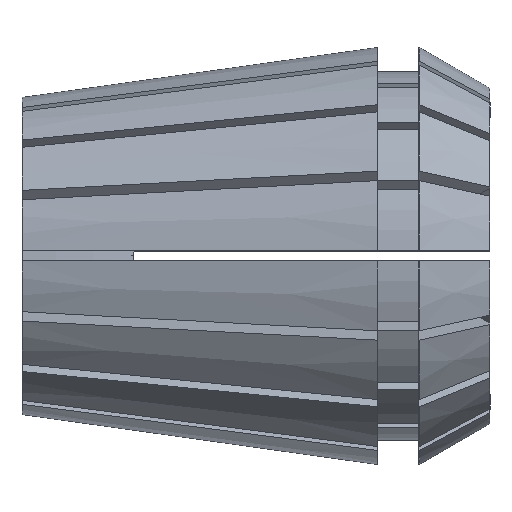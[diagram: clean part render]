
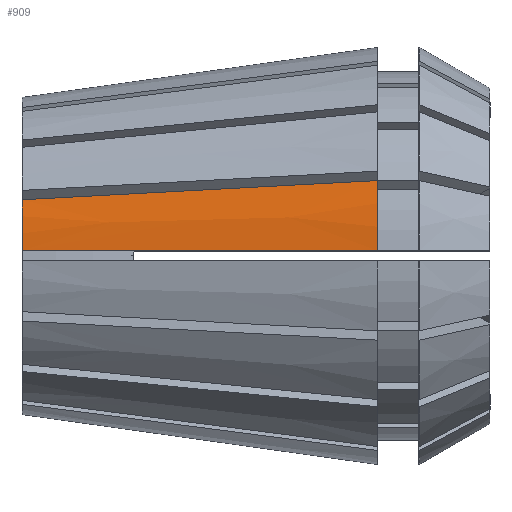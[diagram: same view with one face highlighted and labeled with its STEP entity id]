
A CAD part, top view. The second image highlights one B-rep face of the part: STEP entity #909.
In plain terms, the highlighted conical face has half-angle 8 degrees and reference radius 20.5 mm.
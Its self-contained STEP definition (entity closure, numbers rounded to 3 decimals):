
#49 = DIRECTION ( 'NONE',  ( 1., 0., 0. ) ) ;
#119 = ORIENTED_EDGE ( 'NONE', *, *, #1714, .T. ) ;
#251 = CARTESIAN_POINT ( 'NONE',  ( 34.9, 7.381, 19.126 ) ) ;
#295 = CARTESIAN_POINT ( 'NONE',  ( 34.9, 0.5, 20.494 ) ) ;
#501 = CONICAL_SURFACE ( 'NONE', #3069, 20.5, 0.14 ) ;
#647 = FACE_OUTER_BOUND ( 'NONE', #2683, .T. ) ;
#700 = VERTEX_POINT ( 'NONE', #5434 ) ;
#736 = CARTESIAN_POINT ( 'NONE',  ( 34.084, 0.5, 20.38 ) ) ;
#909 = ADVANCED_FACE ( 'NONE', ( #647 ), #501, .T. ) ;
#991 = AXIS2_PLACEMENT_3D ( 'NONE', #1649, #4807, #2099 ) ;
#1111 = VERTEX_POINT ( 'NONE', #1195 ) ;
#1134 = CARTESIAN_POINT ( 'NONE',  ( 11.633, 6.129, 16.104 ) ) ;
#1174 = CARTESIAN_POINT ( 'NONE',  ( 32.452, 0.5, 20.15 ) ) ;
#1195 = CARTESIAN_POINT ( 'NONE',  ( 34.9, 7.381, 19.126 ) ) ;
#1373 = EDGE_CURVE ( 'NONE', #1111, #2039, #2211, .T. ) ;
#1622 = CARTESIAN_POINT ( 'NONE',  ( 13.678, 0.5, 17.511 ) ) ;
#1649 = CARTESIAN_POINT ( 'NONE',  ( 34.9, 0., 0. ) ) ;
#1714 = EDGE_CURVE ( 'NONE', #3209, #1111, #1942, .T. ) ;
#1942 = CIRCLE ( 'NONE', #991, 20.5 ) ;
#2039 = VERTEX_POINT ( 'NONE', #5555 ) ;
#2069 = CARTESIAN_POINT ( 'NONE',  ( 2.86, 0.5, 15.99 ) ) ;
#2096 = CARTESIAN_POINT ( 'NONE',  ( 0., 0., 0. ) ) ;
#2099 = DIRECTION ( 'NONE',  ( 0., 0., 1. ) ) ;
#2211 = B_SPLINE_CURVE_WITH_KNOTS ( 'NONE', 3,
 ( #251, #2476, #1134, #4291 ),
 .UNSPECIFIED., .F., .F.,
 ( 4, 4 ),
 ( 0., 0.035 ),
 .UNSPECIFIED. ) ;
#2418 = CARTESIAN_POINT ( 'NONE',  ( 34.9, 0.5, 20.494 ) ) ;
#2476 = CARTESIAN_POINT ( 'NONE',  ( 23.267, 6.755, 17.615 ) ) ;
#2534 = CARTESIAN_POINT ( 'NONE',  ( 0., 0.5, 15.587 ) ) ;
#2559 = DIRECTION ( 'NONE',  ( 0., 0., 1. ) ) ;
#2683 = EDGE_LOOP ( 'NONE', ( #119, #5269, #3652, #5325 ) ) ;
#2711 = CARTESIAN_POINT ( 'NONE',  ( 34.9, 0., 0. ) ) ;
#3069 = AXIS2_PLACEMENT_3D ( 'NONE', #2711, #49, #3157 ) ;
#3157 = DIRECTION ( 'NONE',  ( 0., 0., -1. ) ) ;
#3209 = VERTEX_POINT ( 'NONE', #2418 ) ;
#3499 = AXIS2_PLACEMENT_3D ( 'NONE', #2096, #5255, #2559 ) ;
#3652 = ORIENTED_EDGE ( 'NONE', *, *, #4713, .F. ) ;
#3875 = CARTESIAN_POINT ( 'NONE',  ( 33.268, 0.5, 20.265 ) ) ;
#4291 = CARTESIAN_POINT ( 'NONE',  ( 0., 5.503, 14.592 ) ) ;
#4336 = CARTESIAN_POINT ( 'NONE',  ( 23.065, 0.5, 18.83 ) ) ;
#4713 = EDGE_CURVE ( 'NONE', #700, #2039, #5776, .T. ) ;
#4774 = CARTESIAN_POINT ( 'NONE',  ( 4.29, 0.5, 16.191 ) ) ;
#4807 = DIRECTION ( 'NONE',  ( -1., 0., 0. ) ) ;
#4826 = B_SPLINE_CURVE_WITH_KNOTS ( 'NONE', 3,
 ( #295, #736, #3875, #1174, #4336, #1622, #4774, #2069, #5235, #2534 ),
 .UNSPECIFIED., .F., .F.,
 ( 4, 3, 3, 4 ),
 ( 0.076, 0.079, 0.107, 0.111 ),
 .UNSPECIFIED. ) ;
#5235 = CARTESIAN_POINT ( 'NONE',  ( 1.43, 0.5, 15.789 ) ) ;
#5255 = DIRECTION ( 'NONE',  ( -1., 0., 0. ) ) ;
#5262 = EDGE_CURVE ( 'NONE', #3209, #700, #4826, .T. ) ;
#5269 = ORIENTED_EDGE ( 'NONE', *, *, #1373, .T. ) ;
#5325 = ORIENTED_EDGE ( 'NONE', *, *, #5262, .F. ) ;
#5434 = CARTESIAN_POINT ( 'NONE',  ( 0., 0.5, 15.587 ) ) ;
#5555 = CARTESIAN_POINT ( 'NONE',  ( 0., 5.503, 14.592 ) ) ;
#5776 = CIRCLE ( 'NONE', #3499, 15.595 ) ;
